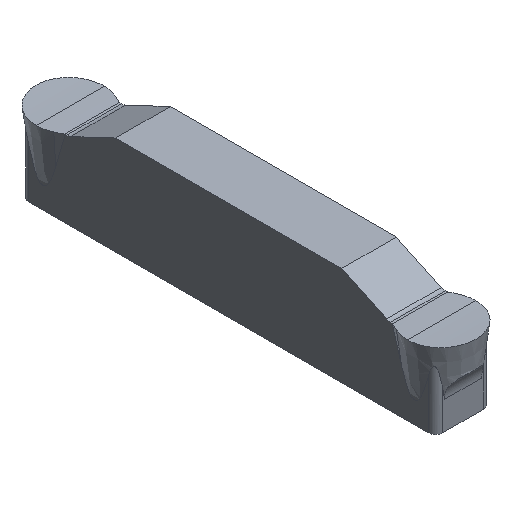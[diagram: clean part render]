
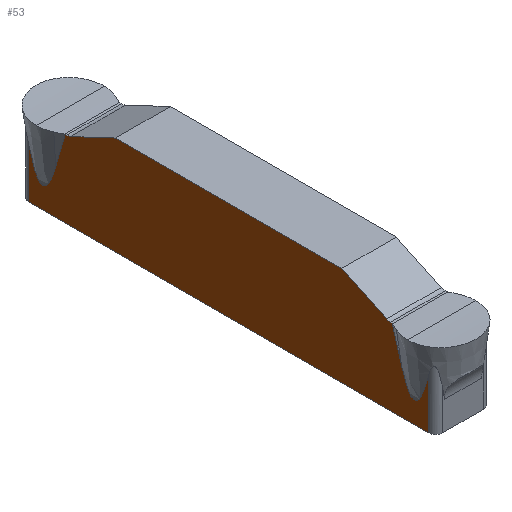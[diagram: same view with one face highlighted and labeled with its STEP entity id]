
A CAD part, isometric view. The second image highlights one B-rep face of the part: STEP entity #53.
In plain terms, the highlighted planar face has unit normal (-1, 0, 0).
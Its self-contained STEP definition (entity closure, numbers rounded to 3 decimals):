
#53=ADVANCED_FACE('SIDE_IB_1_SU5',(#95),#81,.F.);
#81=PLANE('',#599);
#95=FACE_OUTER_BOUND('',#123,.T.);
#123=EDGE_LOOP('',(#151,#152,#153,#154,#155,#156,#157,#158,#159,#160,#161,
#162,#163,#164));
#151=ORIENTED_EDGE('',*,*,#359,.F.);
#152=ORIENTED_EDGE('',*,*,#360,.T.);
#153=ORIENTED_EDGE('',*,*,#361,.T.);
#154=ORIENTED_EDGE('',*,*,#362,.T.);
#155=ORIENTED_EDGE('',*,*,#363,.F.);
#156=ORIENTED_EDGE('',*,*,#364,.F.);
#157=ORIENTED_EDGE('',*,*,#365,.T.);
#158=ORIENTED_EDGE('',*,*,#366,.F.);
#159=ORIENTED_EDGE('',*,*,#367,.T.);
#160=ORIENTED_EDGE('',*,*,#368,.F.);
#161=ORIENTED_EDGE('',*,*,#369,.F.);
#162=ORIENTED_EDGE('',*,*,#370,.T.);
#163=ORIENTED_EDGE('',*,*,#371,.T.);
#164=ORIENTED_EDGE('',*,*,#372,.T.);
#307=VERTEX_POINT('',#809);
#308=VERTEX_POINT('',#810);
#309=VERTEX_POINT('',#812);
#310=VERTEX_POINT('',#825);
#311=VERTEX_POINT('',#827);
#312=VERTEX_POINT('',#829);
#313=VERTEX_POINT('',#842);
#314=VERTEX_POINT('',#844);
#315=VERTEX_POINT('',#846);
#316=VERTEX_POINT('',#848);
#317=VERTEX_POINT('',#861);
#318=VERTEX_POINT('',#863);
#319=VERTEX_POINT('',#865);
#320=VERTEX_POINT('',#878);
#359=EDGE_CURVE('',#307,#308,#437,.T.);
#360=EDGE_CURVE('',#307,#309,#438,.T.);
#361=EDGE_CURVE('',#309,#310,#543,.T.);
#362=EDGE_CURVE('',#310,#311,#439,.T.);
#363=EDGE_CURVE('',#312,#311,#440,.T.);
#364=EDGE_CURVE('',#313,#312,#544,.T.);
#365=EDGE_CURVE('',#313,#314,#441,.T.);
#366=EDGE_CURVE('',#315,#314,#442,.T.);
#367=EDGE_CURVE('',#315,#316,#443,.T.);
#368=EDGE_CURVE('',#317,#316,#545,.T.);
#369=EDGE_CURVE('',#318,#317,#444,.T.);
#370=EDGE_CURVE('',#318,#319,#445,.T.);
#371=EDGE_CURVE('',#319,#320,#546,.T.);
#372=EDGE_CURVE('',#320,#308,#446,.T.);
#437=LINE('',#808,#483);
#438=LINE('',#811,#484);
#439=LINE('',#826,#485);
#440=LINE('',#828,#486);
#441=LINE('',#843,#487);
#442=LINE('',#845,#488);
#443=LINE('',#847,#489);
#444=LINE('',#862,#490);
#445=LINE('',#864,#491);
#446=LINE('',#879,#492);
#483=VECTOR('',#631,1.);
#484=VECTOR('',#632,1.);
#485=VECTOR('',#633,1.);
#486=VECTOR('',#634,1.);
#487=VECTOR('',#635,1.);
#488=VECTOR('',#636,1.);
#489=VECTOR('',#637,1.);
#490=VECTOR('',#638,1.);
#491=VECTOR('',#639,1.);
#492=VECTOR('',#640,1.);
#543=B_SPLINE_CURVE_WITH_KNOTS('',11,(#813,#814,#815,#816,#817,#818,#819,
#820,#821,#822,#823,#824),.UNSPECIFIED.,.F.,.F.,(12,12),(0.,1.),
 .UNSPECIFIED.);
#544=B_SPLINE_CURVE_WITH_KNOTS('',3,(#830,#831,#832,#833,#834,#835,#836,
#837,#838,#839,#840,#841),.UNSPECIFIED.,.F.,.F.,(4,2,2,2,2,4),(0.,0.25,
0.5,0.625,0.75,1.),.UNSPECIFIED.);
#545=B_SPLINE_CURVE_WITH_KNOTS('',3,(#849,#850,#851,#852,#853,#854,#855,
#856,#857,#858,#859,#860),.UNSPECIFIED.,.F.,.F.,(4,2,2,2,2,4),(0.,0.25,
0.375,0.5,0.75,1.),.UNSPECIFIED.);
#546=B_SPLINE_CURVE_WITH_KNOTS('',11,(#866,#867,#868,#869,#870,#871,#872,
#873,#874,#875,#876,#877),.UNSPECIFIED.,.F.,.F.,(12,12),(0.,1.),
 .UNSPECIFIED.);
#599=AXIS2_PLACEMENT_3D('',#880,#641,#642);
#631=DIRECTION('',(0.,-1.,0.));
#632=DIRECTION('',(0.,0.904,-0.427));
#633=DIRECTION('',(0.,1.,0.));
#634=DIRECTION('',(0.,-0.279,0.96));
#635=DIRECTION('',(0.,0.,-1.));
#636=DIRECTION('',(0.,1.,0.));
#637=DIRECTION('',(0.,0.,1.));
#638=DIRECTION('',(0.,-0.279,-0.96));
#639=DIRECTION('',(0.,1.,0.));
#640=DIRECTION('',(0.,0.904,0.427));
#641=DIRECTION('',(1.,0.,0.));
#642=DIRECTION('',(0.,0.,-1.));
#808=CARTESIAN_POINT('',(-1.6,0.,1.295));
#809=CARTESIAN_POINT('',(-1.6,6.629,1.295));
#810=CARTESIAN_POINT('',(-1.6,-6.629,1.295));
#811=CARTESIAN_POINT('',(-1.6,1.708,3.618));
#812=CARTESIAN_POINT('',(-1.6,9.262,0.052));
#813=CARTESIAN_POINT('',(-1.6,9.262,0.052));
#814=CARTESIAN_POINT('',(-1.6,9.281,0.043));
#815=CARTESIAN_POINT('',(-1.6,9.302,0.034));
#816=CARTESIAN_POINT('',(-1.6,9.322,0.027));
#817=CARTESIAN_POINT('',(-1.6,9.343,0.02));
#818=CARTESIAN_POINT('',(-1.6,9.364,0.014));
#819=CARTESIAN_POINT('',(-1.6,9.386,0.01));
#820=CARTESIAN_POINT('',(-1.6,9.407,0.006));
#821=CARTESIAN_POINT('',(-1.6,9.429,0.003));
#822=CARTESIAN_POINT('',(-1.6,9.451,0.001));
#823=CARTESIAN_POINT('',(-1.6,9.473,0.));
#824=CARTESIAN_POINT('',(-1.6,9.495,0.));
#825=CARTESIAN_POINT('',(-1.6,9.495,0.));
#826=CARTESIAN_POINT('',(-1.6,0.,0.));
#827=CARTESIAN_POINT('',(-1.6,9.588,0.));
#828=CARTESIAN_POINT('',(-1.6,8.842,2.569));
#829=CARTESIAN_POINT('',(-1.6,10.143,-1.911));
#830=CARTESIAN_POINT('',(-1.6,11.74,-1.531));
#831=CARTESIAN_POINT('',(-1.6,11.665,-1.819));
#832=CARTESIAN_POINT('',(-1.6,11.583,-2.106));
#833=CARTESIAN_POINT('',(-1.6,11.384,-2.671));
#834=CARTESIAN_POINT('',(-1.6,11.292,-2.976));
#835=CARTESIAN_POINT('',(-1.6,10.955,-3.279));
#836=CARTESIAN_POINT('',(-1.6,10.774,-3.249));
#837=CARTESIAN_POINT('',(-1.6,10.571,-3.027));
#838=CARTESIAN_POINT('',(-1.6,10.502,-2.89));
#839=CARTESIAN_POINT('',(-1.6,10.315,-2.478));
#840=CARTESIAN_POINT('',(-1.6,10.226,-2.195));
#841=CARTESIAN_POINT('',(-1.6,10.143,-1.911));
#842=CARTESIAN_POINT('',(-1.6,11.74,-1.531));
#843=CARTESIAN_POINT('',(-1.6,11.74,0.));
#844=CARTESIAN_POINT('',(-1.6,11.74,-4.495));
#845=CARTESIAN_POINT('',(-1.6,0.,-4.495));
#846=CARTESIAN_POINT('',(-1.6,-11.74,-4.495));
#847=CARTESIAN_POINT('',(-1.6,-11.74,0.));
#848=CARTESIAN_POINT('',(-1.6,-11.74,-1.531));
#849=CARTESIAN_POINT('',(-1.6,-10.143,-1.911));
#850=CARTESIAN_POINT('',(-1.6,-10.227,-2.199));
#851=CARTESIAN_POINT('',(-1.6,-10.318,-2.485));
#852=CARTESIAN_POINT('',(-1.6,-10.504,-2.894));
#853=CARTESIAN_POINT('',(-1.6,-10.573,-3.031));
#854=CARTESIAN_POINT('',(-1.6,-10.778,-3.253));
#855=CARTESIAN_POINT('',(-1.6,-10.961,-3.276));
#856=CARTESIAN_POINT('',(-1.6,-11.294,-2.968));
#857=CARTESIAN_POINT('',(-1.6,-11.388,-2.66));
#858=CARTESIAN_POINT('',(-1.6,-11.585,-2.1));
#859=CARTESIAN_POINT('',(-1.6,-11.665,-1.816));
#860=CARTESIAN_POINT('',(-1.6,-11.74,-1.531));
#861=CARTESIAN_POINT('',(-1.6,-10.143,-1.911));
#862=CARTESIAN_POINT('',(-1.6,-8.842,2.569));
#863=CARTESIAN_POINT('',(-1.6,-9.588,0.));
#864=CARTESIAN_POINT('',(-1.6,0.,0.));
#865=CARTESIAN_POINT('',(-1.6,-9.495,0.));
#866=CARTESIAN_POINT('',(-1.6,-9.495,0.));
#867=CARTESIAN_POINT('',(-1.6,-9.473,0.));
#868=CARTESIAN_POINT('',(-1.6,-9.451,0.001));
#869=CARTESIAN_POINT('',(-1.6,-9.429,0.003));
#870=CARTESIAN_POINT('',(-1.6,-9.407,0.006));
#871=CARTESIAN_POINT('',(-1.6,-9.386,0.01));
#872=CARTESIAN_POINT('',(-1.6,-9.364,0.014));
#873=CARTESIAN_POINT('',(-1.6,-9.343,0.02));
#874=CARTESIAN_POINT('',(-1.6,-9.322,0.027));
#875=CARTESIAN_POINT('',(-1.6,-9.302,0.034));
#876=CARTESIAN_POINT('',(-1.6,-9.281,0.043));
#877=CARTESIAN_POINT('',(-1.6,-9.262,0.052));
#878=CARTESIAN_POINT('',(-1.6,-9.262,0.052));
#879=CARTESIAN_POINT('',(-1.6,-1.708,3.618));
#880=CARTESIAN_POINT('',(-1.6,0.,0.));
